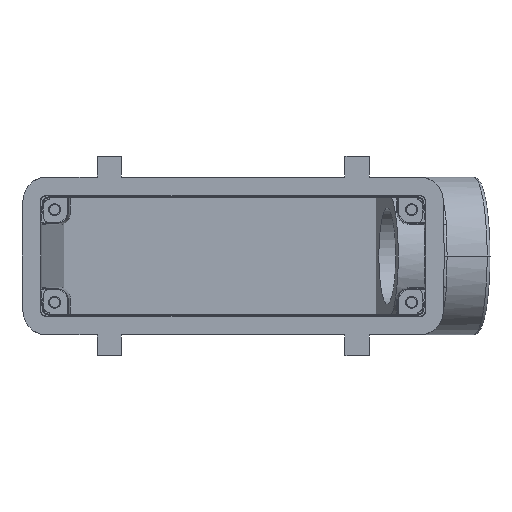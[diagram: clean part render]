
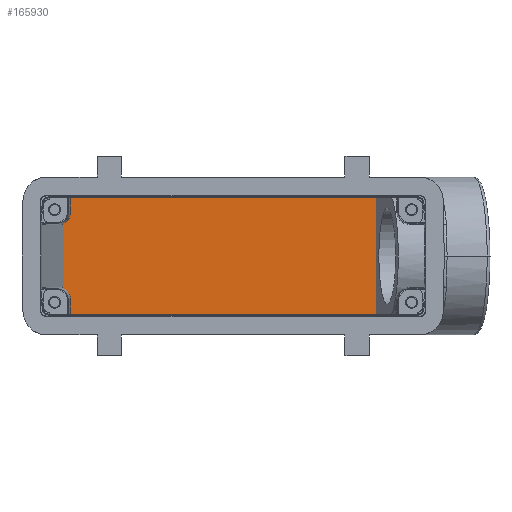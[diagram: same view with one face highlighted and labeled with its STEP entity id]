
A CAD part, front view. The second image highlights one B-rep face of the part: STEP entity #165930.
In plain terms, the highlighted planar face has unit normal (0, -1, 0).
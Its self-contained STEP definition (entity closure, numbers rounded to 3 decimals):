
#6350=CARTESIAN_POINT('',(44.717,94.1,-12.463));
#6360=VERTEX_POINT('',#6350);
#6530=CARTESIAN_POINT('',(44.717,94.1,-16.963))
;
#6540=VERTEX_POINT('',#6530);
#6570=CARTESIAN_POINT('',(44.717,94.1,0.));
#6580=DIRECTION('',(0.,0.,1.));
#6590=VECTOR('',#6580,1.);
#6600=LINE('',#6570,#6590);
#6610=EDGE_CURVE('',#6540,#6360,#6600,.T.);
#13400=CARTESIAN_POINT('',(46.556,94.1,9.382))
;
#13410=VERTEX_POINT('',#13400);
#13570=CARTESIAN_POINT('',(46.556,94.1,-9.382)
);
#13580=VERTEX_POINT('',#13570);
#13610=CARTESIAN_POINT('',(46.556,94.1,0.));
#13620=DIRECTION('',(0.,0.,1.));
#13630=VECTOR('',#13620,1.);
#13640=LINE('',#13610,#13630);
#13650=EDGE_CURVE('',#13580,#13410,#13640,.T.);
#71180=CARTESIAN_POINT('',(44.717,94.1,16.963))
;
#71190=VERTEX_POINT('',#71180);
#71340=CARTESIAN_POINT('',(44.717,94.1,12.463))
;
#71350=VERTEX_POINT('',#71340);
#71380=CARTESIAN_POINT('',(44.717,94.1,0.));
#71390=DIRECTION('',(0.,0.,-1.));
#71400=VECTOR('',#71390,1.);
#71410=LINE('',#71380,#71400);
#71420=EDGE_CURVE('',#71190,#71350,#71410,.T.);
#98830=CARTESIAN_POINT('',(48.217,94.1,12.463))
;
#98840=DIRECTION('',(0.,-1.,0.));
#98850=DIRECTION('',(0.707,0.,
0.707));
#98860=AXIS2_PLACEMENT_3D('',#98830,#98840,#98850);
#98870=ELLIPSE('',#98860,3.5,3.5);
#98880=EDGE_CURVE('',#71350,#13410,#98870,.T.);
#99440=CARTESIAN_POINT('',(48.217,94.1,-12.463)
);
#99450=DIRECTION('',(0.,-1.,0.));
#99460=DIRECTION('',(0.707,0.,
-0.707));
#99470=AXIS2_PLACEMENT_3D('',#99440,#99450,#99460);
#99480=ELLIPSE('',#99470,3.5,3.5);
#99490=EDGE_CURVE('',#13580,#6360,#99480,.T.);
#160750=CARTESIAN_POINT('',(-44.457,94.1,0.));
#160760=DIRECTION('',(0.,0.,1.));
#160770=VECTOR('',#160760,1.);
#160780=LINE('',#160750,#160770);
#160790=CARTESIAN_POINT('',(-44.457,94.1,
-16.963));
#160800=VERTEX_POINT('',#160790);
#160810=CARTESIAN_POINT('',(-44.457,94.1,16.963
));
#160820=VERTEX_POINT('',#160810);
#160830=EDGE_CURVE('',#160800,#160820,#160780,.T.);
#165680=CARTESIAN_POINT('',(46.556,94.1,0.));
#165690=DIRECTION('',(0.,-1.,0.));
#165700=DIRECTION('',(1.,0.,0.));
#165710=AXIS2_PLACEMENT_3D('',#165680,#165690,#165700);
#165720=PLANE('',#165710);
#165730=CARTESIAN_POINT('',(45.603,94.1,16.963)
);
#165740=DIRECTION('',(-1.,0.,0.));
#165750=VECTOR('',#165740,1.);
#165760=LINE('',#165730,#165750);
#165770=EDGE_CURVE('',#71190,#160820,#165760,.T.);
#165780=ORIENTED_EDGE('',*,*,#165770,.T.);
#165790=ORIENTED_EDGE('',*,*,#71420,.F.);
#165800=ORIENTED_EDGE('',*,*,#98880,.F.);
#165810=ORIENTED_EDGE('',*,*,#13650,.T.);
#165820=ORIENTED_EDGE('',*,*,#99490,.F.);
#165830=ORIENTED_EDGE('',*,*,#6610,.T.);
#165840=CARTESIAN_POINT('',(45.603,94.1,-16.963
));
#165850=DIRECTION('',(-1.,0.,0.));
#165860=VECTOR('',#165850,1.);
#165870=LINE('',#165840,#165860);
#165880=EDGE_CURVE('',#6540,#160800,#165870,.T.);
#165890=ORIENTED_EDGE('',*,*,#165880,.F.);
#165900=ORIENTED_EDGE('',*,*,#160830,.F.);
#165910=EDGE_LOOP('',(#165900,#165890,#165830,#165820,#165810,#165800,
#165790,#165780));
#165920=FACE_OUTER_BOUND('',#165910,.T.);
#165930=ADVANCED_FACE('',(#165920),#165720,.T.);
